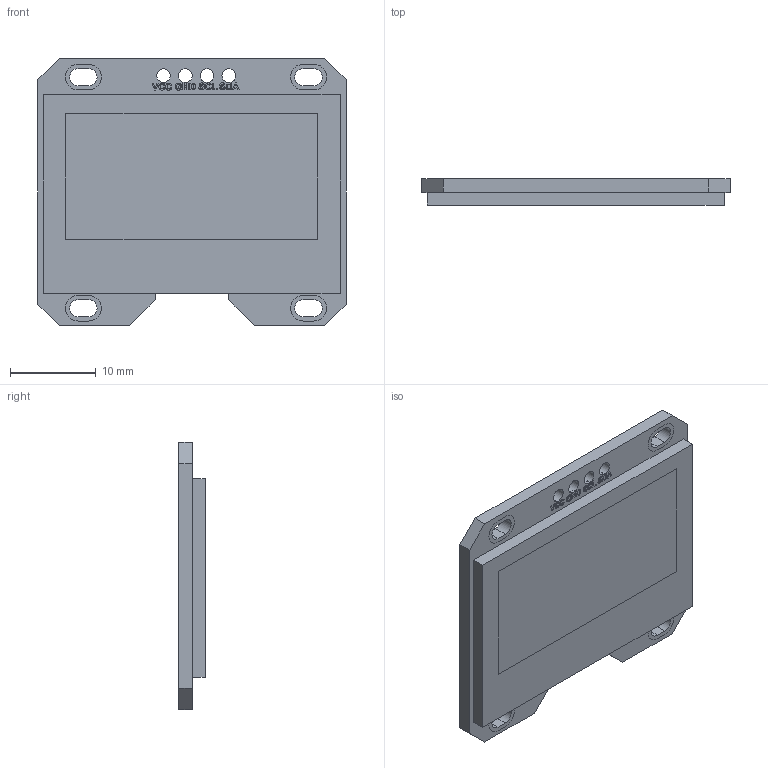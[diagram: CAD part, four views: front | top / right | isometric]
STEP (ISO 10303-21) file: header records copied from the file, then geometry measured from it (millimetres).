
FILE_DESCRIPTION(/* description */ (''),/* implementation_level */ '2;1');
FILE_NAME(/* name */ 'oled 1.3_stp.step',/* time_stamp */ '2021-08-08T14:11:03+03:00',/* author */ (''),/* organization */ (''),/* preprocessor_version */ 'ST-DEVELOPER v18.1',/* originating_system */ 'Autodesk Translation Framework v10.9.0.1377',/* authorisation */ '');
FILE_SCHEMA (('AUTOMOTIVE_DESIGN { 1 0 10303 214 3 1 1 }'));
Length unit declared in the file: millimetre
Products named in the file (6): oled 1.3; solder; Board; oled; display; text
Assembly tree (5 placements, depth 2):
  oled 1.3
    solder
    Board
    oled
    display
    text
Bounding box: 36 x 3.1 x 31.2 mm (x, y, z)
Volume: 3084.7 mm3; surface area: 5273.5 mm2
Topology: 19 solids, 19 shells, 559 faces, 1518 edges, 1012 vertices
Faces by surface type: bspline 308, plane 223, cylinder 28
Full cylindrical faces by diameter (mm): 1.6 x4
Entity records: 20639 total; most frequent: CARTESIAN_POINT 8337, ORIENTED_EDGE 3036, EDGE_CURVE 1518, DIRECTION 1484, VERTEX_POINT 1012, LINE 846, VECTOR 846, B_SPLINE_CURVE_WITH_KNOTS 616
